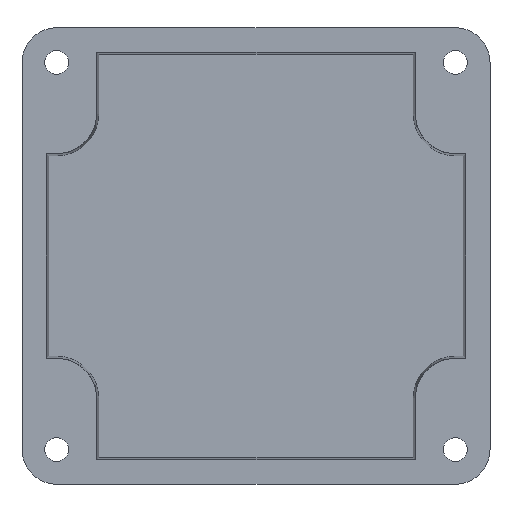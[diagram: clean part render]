
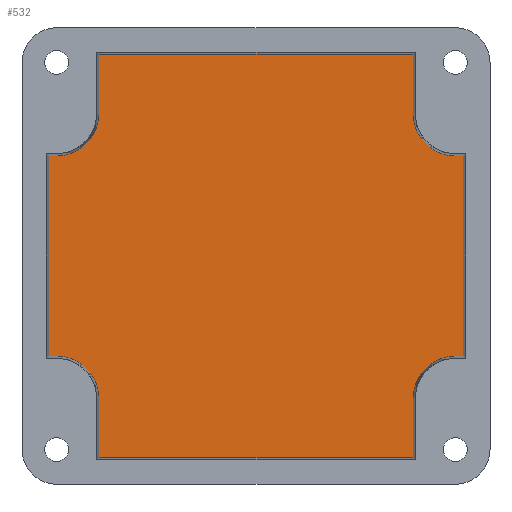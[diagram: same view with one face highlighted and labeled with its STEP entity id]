
A CAD part, front view. The second image highlights one B-rep face of the part: STEP entity #532.
In plain terms, the highlighted planar face has unit normal (0, -1, 0).
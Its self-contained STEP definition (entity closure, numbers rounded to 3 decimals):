
#67 = ORIENTED_EDGE ( 'NONE', *, *, #68, .T. ) ;
#68 = EDGE_CURVE ( 'NONE', #520, #69, #653, .T. ) ;
#69 = VERTEX_POINT ( 'NONE', #649 ) ;
#70 = ORIENTED_EDGE ( 'NONE', *, *, #71, .T. ) ;
#71 = EDGE_CURVE ( 'NONE', #69, #72, #648, .T. ) ;
#72 = VERTEX_POINT ( 'NONE', #643 ) ;
#73 = ORIENTED_EDGE ( 'NONE', *, *, #74, .T. ) ;
#74 = EDGE_CURVE ( 'NONE', #72, #75, #642, .T. ) ;
#75 = VERTEX_POINT ( 'NONE', #638 ) ;
#76 = ORIENTED_EDGE ( 'NONE', *, *, #77, .T. ) ;
#77 = EDGE_CURVE ( 'NONE', #75, #78, #637, .T. ) ;
#78 = VERTEX_POINT ( 'NONE', #633 ) ;
#79 = ORIENTED_EDGE ( 'NONE', *, *, #80, .T. ) ;
#80 = EDGE_CURVE ( 'NONE', #78, #81, #632, .T. ) ;
#81 = VERTEX_POINT ( 'NONE', #628 ) ;
#82 = ORIENTED_EDGE ( 'NONE', *, *, #83, .T. ) ;
#83 = EDGE_CURVE ( 'NONE', #81, #84, #627, .T. ) ;
#84 = VERTEX_POINT ( 'NONE', #622 ) ;
#85 = ORIENTED_EDGE ( 'NONE', *, *, #466, .T. ) ;
#86 = VERTEX_POINT ( 'NONE', #621 ) ;
#431 = VERTEX_POINT ( 'NONE', #1217 ) ;
#433 = EDGE_CURVE ( 'NONE', #506, #484, #1280, .T. ) ;
#466 = EDGE_CURVE ( 'NONE', #84, #86, #1185, .T. ) ;
#467 = ORIENTED_EDGE ( 'NONE', *, *, #468, .T. ) ;
#468 = EDGE_CURVE ( 'NONE', #86, #469, #1247, .T. ) ;
#469 = VERTEX_POINT ( 'NONE', #1243 ) ;
#470 = EDGE_CURVE ( 'NONE', #498, #493, #1242, .T. ) ;
#481 = EDGE_LOOP ( 'NONE', ( #482, #496, #499, #500, #494, #67, #70, #73, #76, #79, #82, #85, #467, #501, #504, #507 ) ) ;
#482 = ORIENTED_EDGE ( 'NONE', *, *, #483, .T. ) ;
#483 = EDGE_CURVE ( 'NONE', #484, #495, #1231, .T. ) ;
#484 = VERTEX_POINT ( 'NONE', #1227 ) ;
#485 = EDGE_CURVE ( 'NONE', #431, #520, #1226, .T. ) ;
#493 = VERTEX_POINT ( 'NONE', #1178 ) ;
#494 = ORIENTED_EDGE ( 'NONE', *, *, #485, .T. ) ;
#495 = VERTEX_POINT ( 'NONE', #1177 ) ;
#496 = ORIENTED_EDGE ( 'NONE', *, *, #497, .T. ) ;
#497 = EDGE_CURVE ( 'NONE', #495, #498, #1176, .T. ) ;
#498 = VERTEX_POINT ( 'NONE', #1172 ) ;
#499 = ORIENTED_EDGE ( 'NONE', *, *, #470, .T. ) ;
#500 = ORIENTED_EDGE ( 'NONE', *, *, #524, .T. ) ;
#501 = ORIENTED_EDGE ( 'NONE', *, *, #502, .T. ) ;
#502 = EDGE_CURVE ( 'NONE', #469, #503, #1171, .T. ) ;
#503 = VERTEX_POINT ( 'NONE', #1145 ) ;
#504 = ORIENTED_EDGE ( 'NONE', *, *, #505, .T. ) ;
#505 = EDGE_CURVE ( 'NONE', #503, #506, #1144, .T. ) ;
#506 = VERTEX_POINT ( 'NONE', #1139 ) ;
#507 = ORIENTED_EDGE ( 'NONE', *, *, #433, .T. ) ;
#520 = VERTEX_POINT ( 'NONE', #1111 ) ;
#524 = EDGE_CURVE ( 'NONE', #493, #431, #1099, .T. ) ;
#532 = ADVANCED_FACE ( 'NONE', ( #1092 ), #1091, .F. ) ;
#621 = CARTESIAN_POINT ( 'NONE',  ( 27.625, 21.5, 35.425 ) ) ;
#622 = CARTESIAN_POINT ( 'NONE',  ( 27.625, 21.5, 25. ) ) ;
#623 = DIRECTION ( 'NONE',  ( 0., 0., 1. ) ) ;
#624 = DIRECTION ( 'NONE',  ( 0., 1., 0. ) ) ;
#625 = CARTESIAN_POINT ( 'NONE',  ( 35., 21.5, 25. ) ) ;
#626 = AXIS2_PLACEMENT_3D ( 'NONE', #625, #624, #623 ) ;
#627 = CIRCLE ( 'NONE', #626, 7.375 ) ;
#628 = CARTESIAN_POINT ( 'NONE',  ( 35., 21.5, 17.625 ) ) ;
#629 = DIRECTION ( 'NONE',  ( -1., 0., 0. ) ) ;
#630 = VECTOR ( 'NONE', #629, 1000. ) ;
#631 = CARTESIAN_POINT ( 'NONE',  ( 36.8, 21.5, 17.625 ) ) ;
#632 = LINE ( 'NONE', #631, #630 ) ;
#633 = CARTESIAN_POINT ( 'NONE',  ( 36.425, 21.5, 17.625 ) ) ;
#634 = DIRECTION ( 'NONE',  ( 0., 0., 1. ) ) ;
#635 = VECTOR ( 'NONE', #634, 1000. ) ;
#636 = CARTESIAN_POINT ( 'NONE',  ( 36.425, 21.5, -18. ) ) ;
#637 = LINE ( 'NONE', #636, #635 ) ;
#638 = CARTESIAN_POINT ( 'NONE',  ( 36.425, 21.5, -17.625 ) ) ;
#639 = DIRECTION ( 'NONE',  ( 1., 0., 0. ) ) ;
#640 = VECTOR ( 'NONE', #639, 1000. ) ;
#641 = CARTESIAN_POINT ( 'NONE',  ( 36.8, 21.5, -17.625 ) ) ;
#642 = LINE ( 'NONE', #641, #640 ) ;
#643 = CARTESIAN_POINT ( 'NONE',  ( 35., 21.5, -17.625 ) ) ;
#644 = DIRECTION ( 'NONE',  ( 0., 0., 1. ) ) ;
#645 = DIRECTION ( 'NONE',  ( 0., 1., 0. ) ) ;
#646 = CARTESIAN_POINT ( 'NONE',  ( 35., 21.5, -25. ) ) ;
#647 = AXIS2_PLACEMENT_3D ( 'NONE', #646, #645, #644 ) ;
#648 = CIRCLE ( 'NONE', #647, 7.375 ) ;
#649 = CARTESIAN_POINT ( 'NONE',  ( 27.625, 21.5, -25. ) ) ;
#650 = DIRECTION ( 'NONE',  ( 0., 0., 1. ) ) ;
#651 = VECTOR ( 'NONE', #650, 1000. ) ;
#652 = CARTESIAN_POINT ( 'NONE',  ( 27.625, 21.5, -25. ) ) ;
#653 = LINE ( 'NONE', #652, #651 ) ;
#1087 = DIRECTION ( 'NONE',  ( 0., 0., 1. ) ) ;
#1088 = DIRECTION ( 'NONE',  ( 0., 1., 0. ) ) ;
#1089 = CARTESIAN_POINT ( 'NONE',  ( 35., 21.5, -34. ) ) ;
#1090 = AXIS2_PLACEMENT_3D ( 'NONE', #1089, #1088, #1087 ) ;
#1091 = PLANE ( 'NONE',  #1090 ) ;
#1092 = FACE_OUTER_BOUND ( 'NONE', #481, .T. ) ;
#1093 = DIRECTION ( 'NONE',  ( 0., 0., -1. ) ) ;
#1094 = VECTOR ( 'NONE', #1093, 1000. ) ;
#1095 = CARTESIAN_POINT ( 'NONE',  ( -27.625, 21.5, -25. ) ) ;
#1099 = LINE ( 'NONE', #1095, #1094 ) ;
#1111 = CARTESIAN_POINT ( 'NONE',  ( 27.625, 21.5, -35.425 ) ) ;
#1139 = CARTESIAN_POINT ( 'NONE',  ( -35., 21.5, 17.625 ) ) ;
#1140 = DIRECTION ( 'NONE',  ( 0., 0., 1. ) ) ;
#1141 = DIRECTION ( 'NONE',  ( 0., 1., 0. ) ) ;
#1142 = CARTESIAN_POINT ( 'NONE',  ( -35., 21.5, 25. ) ) ;
#1143 = AXIS2_PLACEMENT_3D ( 'NONE', #1142, #1141, #1140 ) ;
#1144 = CIRCLE ( 'NONE', #1143, 7.375 ) ;
#1145 = CARTESIAN_POINT ( 'NONE',  ( -27.625, 21.5, 25. ) ) ;
#1168 = DIRECTION ( 'NONE',  ( 0., 0., -1. ) ) ;
#1169 = VECTOR ( 'NONE', #1168, 1000. ) ;
#1170 = CARTESIAN_POINT ( 'NONE',  ( -27.625, 21.5, 25. ) ) ;
#1171 = LINE ( 'NONE', #1170, #1169 ) ;
#1172 = CARTESIAN_POINT ( 'NONE',  ( -35., 21.5, -17.625 ) ) ;
#1173 = DIRECTION ( 'NONE',  ( 1., 0., 0. ) ) ;
#1174 = VECTOR ( 'NONE', #1173, 1000. ) ;
#1175 = CARTESIAN_POINT ( 'NONE',  ( -36.8, 21.5, -17.625 ) ) ;
#1176 = LINE ( 'NONE', #1175, #1174 ) ;
#1177 = CARTESIAN_POINT ( 'NONE',  ( -36.425, 21.5, -17.625 ) ) ;
#1178 = CARTESIAN_POINT ( 'NONE',  ( -27.625, 21.5, -25. ) ) ;
#1179 = DIRECTION ( 'NONE',  ( 1., 0., 0. ) ) ;
#1180 = VECTOR ( 'NONE', #1179, 1000. ) ;
#1181 = CARTESIAN_POINT ( 'NONE',  ( -28., 21.5, -35.425 ) ) ;
#1182 = DIRECTION ( 'NONE',  ( 0., 0., 1. ) ) ;
#1183 = VECTOR ( 'NONE', #1182, 1000. ) ;
#1184 = CARTESIAN_POINT ( 'NONE',  ( 27.625, 21.5, 25. ) ) ;
#1185 = LINE ( 'NONE', #1184, #1183 ) ;
#1217 = CARTESIAN_POINT ( 'NONE',  ( -27.625, 21.5, -35.425 ) ) ;
#1226 = LINE ( 'NONE', #1181, #1180 ) ;
#1227 = CARTESIAN_POINT ( 'NONE',  ( -36.425, 21.5, 17.625 ) ) ;
#1228 = DIRECTION ( 'NONE',  ( 0., 0., -1. ) ) ;
#1229 = VECTOR ( 'NONE', #1228, 1000. ) ;
#1230 = CARTESIAN_POINT ( 'NONE',  ( -36.425, 21.5, -18. ) ) ;
#1231 = LINE ( 'NONE', #1230, #1229 ) ;
#1238 = DIRECTION ( 'NONE',  ( 0., 0., 1. ) ) ;
#1239 = DIRECTION ( 'NONE',  ( 0., 1., 0. ) ) ;
#1240 = CARTESIAN_POINT ( 'NONE',  ( -35., 21.5, -25. ) ) ;
#1241 = AXIS2_PLACEMENT_3D ( 'NONE', #1240, #1239, #1238 ) ;
#1242 = CIRCLE ( 'NONE', #1241, 7.375 ) ;
#1243 = CARTESIAN_POINT ( 'NONE',  ( -27.625, 21.5, 35.425 ) ) ;
#1244 = DIRECTION ( 'NONE',  ( -1., 0., 0. ) ) ;
#1245 = VECTOR ( 'NONE', #1244, 1000. ) ;
#1246 = CARTESIAN_POINT ( 'NONE',  ( -28., 21.5, 35.425 ) ) ;
#1247 = LINE ( 'NONE', #1246, #1245 ) ;
#1277 = DIRECTION ( 'NONE',  ( -1., 0., 0. ) ) ;
#1278 = VECTOR ( 'NONE', #1277, 1000. ) ;
#1279 = CARTESIAN_POINT ( 'NONE',  ( -36.8, 21.5, 17.625 ) ) ;
#1280 = LINE ( 'NONE', #1279, #1278 ) ;
